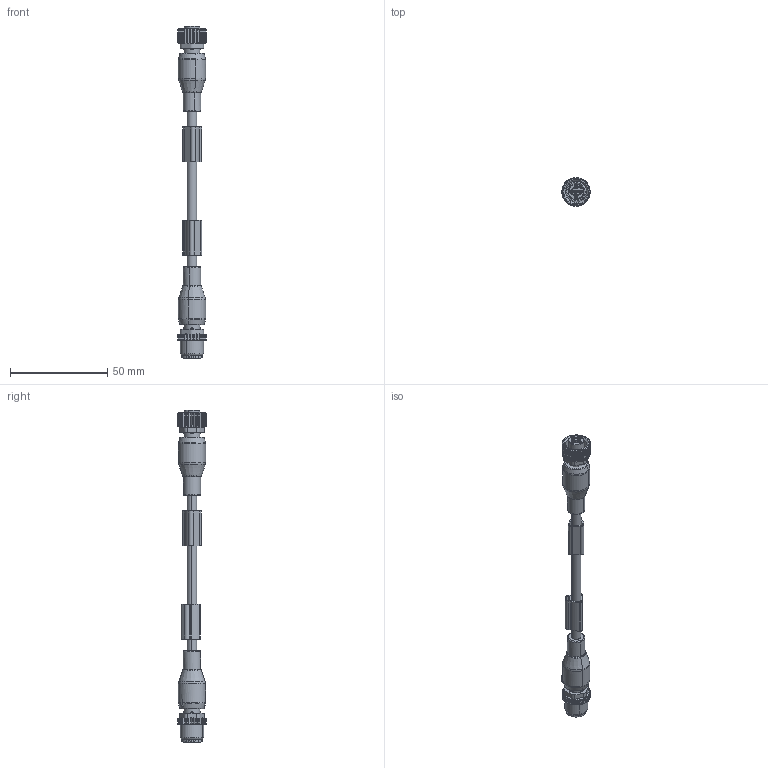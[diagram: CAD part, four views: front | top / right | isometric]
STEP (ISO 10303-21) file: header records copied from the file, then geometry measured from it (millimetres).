
FILE_DESCRIPTION(('CATIA V5 STEP Exchange','CAx-IF Rec.Pracs.--- Model Styling and Organization---1.4--- 2014-01-23'),'2;1');
FILE_NAME ('127738-2_1', '2020-02-14T06:41:56+00:00', ('none'), ('Weidmueller'), 'CATIA Version 5-6 Release 2016 SP3 HF44', 'CATIA V5 STEP AP214', 'none');
FILE_SCHEMA(('AUTOMOTIVE_DESIGN { 1 0 10303 214 1 1 1 1 }'));
Length unit declared in the file: millimetre
Products named in the file (1): 1021730400
Bounding box: 14.6 x 14.52 x 171 mm (x, y, z)
Volume: 12062 mm3; surface area: 12175.6 mm2
Topology: 26 solids, 26 shells, 1320 faces, 3302 edges, 2061 vertices
Faces by surface type: plane 503, cylinder 412, cone 199, torus 158, sphere 24, bspline 16, revolution 8
Entity records: 40166 total; most frequent: CARTESIAN_POINT 11540, ORIENTED_EDGE 6512, DIRECTION 4593, EDGE_CURVE 3256, AXIS2_PLACEMENT_3D 2205, VERTEX_POINT 2061, EDGE_LOOP 1439, ADVANCED_FACE 1320
